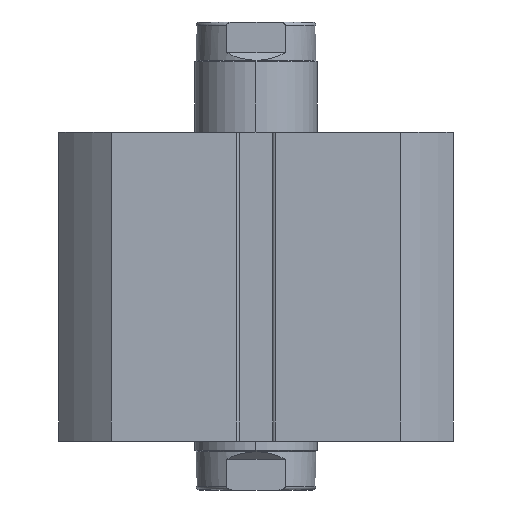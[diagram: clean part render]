
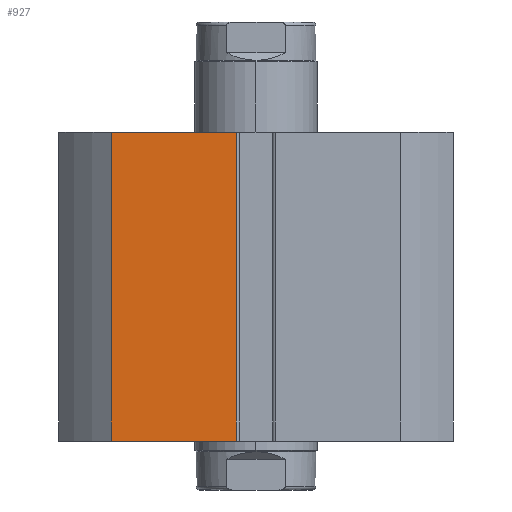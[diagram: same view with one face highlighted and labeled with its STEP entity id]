
A CAD part, front view. The second image highlights one B-rep face of the part: STEP entity #927.
In plain terms, the highlighted planar face has unit normal (0, -1, 0).
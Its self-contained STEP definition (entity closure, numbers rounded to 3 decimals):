
#41 = DIRECTION ( 'NONE',  ( 1., 0., 0. ) ) ;
#42 = CARTESIAN_POINT ( 'NONE',  ( -32.25, -32.25, 0. ) ) ;
#143 = DIRECTION ( 'NONE',  ( 0., 0., -1. ) ) ;
#144 = CARTESIAN_POINT ( 'NONE',  ( -23.663, -32.25, 50.5 ) ) ;
#396 = DIRECTION ( 'NONE',  ( 1., 0., 0. ) ) ;
#397 = CARTESIAN_POINT ( 'NONE',  ( -32.25, -32.25, 50.5 ) ) ;
#927 = ADVANCED_FACE ( 'NONE', ( #4575 ), #1773, .F. ) ;
#1154 = VERTEX_POINT ( 'NONE', #6783 ) ;
#1354 = EDGE_CURVE ( 'NONE', #2221, #2157, #5101, .T. ) ;
#1478 = EDGE_CURVE ( 'NONE', #2165, #1154, #5296, .T. ) ;
#1488 = EDGE_CURVE ( 'NONE', #2221, #2165, #5309, .T. ) ;
#1493 = EDGE_CURVE ( 'NONE', #1154, #2157, #5324, .T. ) ;
#1760 = DIRECTION ( 'NONE',  ( 0., 0., 1. ) ) ;
#1761 = DIRECTION ( 'NONE',  ( 0., 1., 0. ) ) ;
#1770 = CARTESIAN_POINT ( 'NONE',  ( -32.25, -32.25, 50.5 ) ) ;
#1773 = PLANE ( 'NONE',  #3019 ) ;
#2157 = VERTEX_POINT ( 'NONE', #6079 ) ;
#2165 = VERTEX_POINT ( 'NONE', #6087 ) ;
#2221 = VERTEX_POINT ( 'NONE', #6143 ) ;
#3019 = AXIS2_PLACEMENT_3D ( 'NONE', #1770, #1761, #1760 ) ;
#4159 = ORIENTED_EDGE ( 'NONE', *, *, #1493, .T. ) ;
#4160 = ORIENTED_EDGE ( 'NONE', *, *, #1488, .T. ) ;
#4161 = ORIENTED_EDGE ( 'NONE', *, *, #1478, .T. ) ;
#4165 = ORIENTED_EDGE ( 'NONE', *, *, #1354, .F. ) ;
#4396 = EDGE_LOOP ( 'NONE', ( #4165, #4160, #4161, #4159 ) ) ;
#4575 = FACE_OUTER_BOUND ( 'NONE', #4396, .T. ) ;
#5101 = LINE ( 'NONE', #397, #5102 ) ;
#5102 = VECTOR ( 'NONE', #396, 1000. ) ;
#5296 = LINE ( 'NONE', #42, #5299 ) ;
#5299 = VECTOR ( 'NONE', #41, 1000. ) ;
#5309 = LINE ( 'NONE', #144, #5315 ) ;
#5315 = VECTOR ( 'NONE', #143, 1000. ) ;
#5324 = LINE ( 'NONE', #5516, #5325 ) ;
#5325 = VECTOR ( 'NONE', #5517, 1000. ) ;
#5516 = CARTESIAN_POINT ( 'NONE',  ( -3.2, -32.25, 50.5 ) ) ;
#5517 = DIRECTION ( 'NONE',  ( 0., 0., 1. ) ) ;
#6079 = CARTESIAN_POINT ( 'NONE',  ( -3.2, -32.25, 50.5 ) ) ;
#6087 = CARTESIAN_POINT ( 'NONE',  ( -23.663, -32.25, 0. ) ) ;
#6143 = CARTESIAN_POINT ( 'NONE',  ( -23.663, -32.25, 50.5 ) ) ;
#6783 = CARTESIAN_POINT ( 'NONE',  ( -3.2, -32.25, 0. ) ) ;
